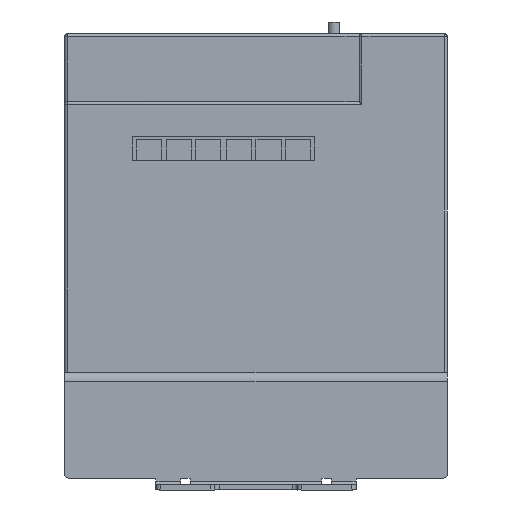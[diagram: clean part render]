
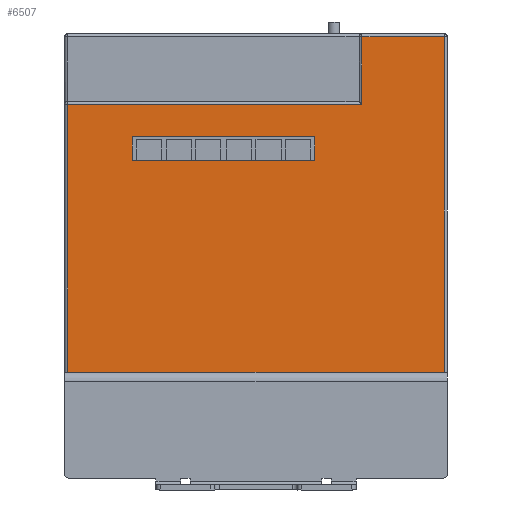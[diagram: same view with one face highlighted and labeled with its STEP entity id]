
A CAD part, front view. The second image highlights one B-rep face of the part: STEP entity #6507.
In plain terms, the highlighted planar face has unit normal (0, -1, 0).
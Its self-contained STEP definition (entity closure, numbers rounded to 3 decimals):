
#26 = VERTEX_POINT ( 'NONE', #3817 ) ;
#336 = CARTESIAN_POINT ( 'NONE',  ( 129., -87.5, 57.5 ) ) ;
#366 = VECTOR ( 'NONE', #10290, 1000. ) ;
#449 = CARTESIAN_POINT ( 'NONE',  ( 101., -87.5, 33.5 ) ) ;
#506 = PLANE ( 'NONE',  #9370 ) ;
#538 = CARTESIAN_POINT ( 'NONE',  ( 130., -87.5, 56.5 ) ) ;
#650 = DIRECTION ( 'NONE',  ( 0., 0., 1. ) ) ;
#666 = VERTEX_POINT ( 'NONE', #8845 ) ;
#670 = VECTOR ( 'NONE', #2742, 1000. ) ;
#677 = VECTOR ( 'NONE', #1556, 1000. ) ;
#781 = ORIENTED_EDGE ( 'NONE', *, *, #8414, .T. ) ;
#1002 = ORIENTED_EDGE ( 'NONE', *, *, #1308, .T. ) ;
#1105 = CARTESIAN_POINT ( 'NONE',  ( 129., -87.5, -57.5 ) ) ;
#1130 = LINE ( 'NONE', #336, #2143 ) ;
#1187 = VERTEX_POINT ( 'NONE', #4181 ) ;
#1249 = FACE_OUTER_BOUND ( 'NONE', #2505, .T. ) ;
#1308 = EDGE_CURVE ( 'NONE', #8423, #26, #1130, .T. ) ;
#1556 = DIRECTION ( 'NONE',  ( 0., 0., -1. ) ) ;
#1848 = VERTEX_POINT ( 'NONE', #9637 ) ;
#1921 = CARTESIAN_POINT ( 'NONE',  ( 130., -87.5, -57.5 ) ) ;
#2143 = VECTOR ( 'NONE', #4292, 1000. ) ;
#2177 = VERTEX_POINT ( 'NONE', #10188 ) ;
#2505 = EDGE_LOOP ( 'NONE', ( #9385, #6525, #8386, #781, #3066, #1002 ) ) ;
#2742 = DIRECTION ( 'NONE',  ( -1., 0., 0. ) ) ;
#2876 = DIRECTION ( 'NONE',  ( -1., 0., 0. ) ) ;
#2878 = VECTOR ( 'NONE', #10000, 1000. ) ;
#3055 = EDGE_CURVE ( 'NONE', #8546, #1187, #9161, .T. ) ;
#3066 = ORIENTED_EDGE ( 'NONE', *, *, #10389, .F. ) ;
#3368 = LINE ( 'NONE', #8011, #7957 ) ;
#3511 = CARTESIAN_POINT ( 'NONE',  ( 1., -87.5, -57.5 ) ) ;
#3817 = CARTESIAN_POINT ( 'NONE',  ( 129., -87.5, 56.5 ) ) ;
#4014 = VECTOR ( 'NONE', #2876, 1000. ) ;
#4181 = CARTESIAN_POINT ( 'NONE',  ( 1., -87.5, 33.5 ) ) ;
#4223 = EDGE_CURVE ( 'NONE', #9776, #8546, #5351, .T. ) ;
#4292 = DIRECTION ( 'NONE',  ( 0., 0., 1. ) ) ;
#4504 = CARTESIAN_POINT ( 'NONE',  ( 23., -87.5, 14.5 ) ) ;
#4532 = VECTOR ( 'NONE', #10357, 1000. ) ;
#4571 = EDGE_LOOP ( 'NONE', ( #8932, #8955, #5884, #9035 ) ) ;
#4634 = CARTESIAN_POINT ( 'NONE',  ( 101., -87.5, 57.5 ) ) ;
#5157 = CARTESIAN_POINT ( 'NONE',  ( 130., -87.5, 33.5 ) ) ;
#5295 = CARTESIAN_POINT ( 'NONE',  ( 23., -87.5, 22.5 ) ) ;
#5351 = LINE ( 'NONE', #4634, #677 ) ;
#5884 = ORIENTED_EDGE ( 'NONE', *, *, #7243, .F. ) ;
#6175 = DIRECTION ( 'NONE',  ( 0., 1., 0. ) ) ;
#6287 = VECTOR ( 'NONE', #9190, 1000. ) ;
#6299 = CARTESIAN_POINT ( 'NONE',  ( 23., -87.5, 22.5 ) ) ;
#6478 = VERTEX_POINT ( 'NONE', #4504 ) ;
#6507 = ADVANCED_FACE ( 'NONE', ( #9492, #1249 ), #506, .F. ) ;
#6525 = ORIENTED_EDGE ( 'NONE', *, *, #4223, .T. ) ;
#6765 = EDGE_CURVE ( 'NONE', #26, #9776, #8100, .T. ) ;
#7072 = LINE ( 'NONE', #7874, #366 ) ;
#7243 = EDGE_CURVE ( 'NONE', #666, #8145, #8357, .T. ) ;
#7874 = CARTESIAN_POINT ( 'NONE',  ( 85., -87.5, 22.5 ) ) ;
#7957 = VECTOR ( 'NONE', #9592, 1000. ) ;
#8011 = CARTESIAN_POINT ( 'NONE',  ( 23., -87.5, 14.5 ) ) ;
#8100 = LINE ( 'NONE', #538, #4532 ) ;
#8118 = CARTESIAN_POINT ( 'NONE',  ( 23., -87.5, 22.5 ) ) ;
#8126 = EDGE_CURVE ( 'NONE', #6478, #2177, #3368, .T. ) ;
#8145 = VERTEX_POINT ( 'NONE', #6299 ) ;
#8205 = LINE ( 'NONE', #3511, #6287 ) ;
#8261 = DIRECTION ( 'NONE',  ( -1., 0., 0. ) ) ;
#8357 = LINE ( 'NONE', #5295, #4014 ) ;
#8386 = ORIENTED_EDGE ( 'NONE', *, *, #3055, .T. ) ;
#8414 = EDGE_CURVE ( 'NONE', #1187, #1848, #8205, .T. ) ;
#8423 = VERTEX_POINT ( 'NONE', #1105 ) ;
#8546 = VERTEX_POINT ( 'NONE', #449 ) ;
#8604 = LINE ( 'NONE', #1921, #9732 ) ;
#8685 = CARTESIAN_POINT ( 'NONE',  ( 101., -87.5, 56.5 ) ) ;
#8731 = LINE ( 'NONE', #8118, #2878 ) ;
#8845 = CARTESIAN_POINT ( 'NONE',  ( 85., -87.5, 22.5 ) ) ;
#8932 = ORIENTED_EDGE ( 'NONE', *, *, #8126, .F. ) ;
#8955 = ORIENTED_EDGE ( 'NONE', *, *, #10055, .F. ) ;
#9035 = ORIENTED_EDGE ( 'NONE', *, *, #9823, .F. ) ;
#9161 = LINE ( 'NONE', #5157, #670 ) ;
#9190 = DIRECTION ( 'NONE',  ( 0., 0., -1. ) ) ;
#9370 = AXIS2_PLACEMENT_3D ( 'NONE', #10303, #6175, #650 ) ;
#9385 = ORIENTED_EDGE ( 'NONE', *, *, #6765, .T. ) ;
#9492 = FACE_BOUND ( 'NONE', #4571, .T. ) ;
#9592 = DIRECTION ( 'NONE',  ( 1., 0., 0. ) ) ;
#9637 = CARTESIAN_POINT ( 'NONE',  ( 1., -87.5, -57.5 ) ) ;
#9732 = VECTOR ( 'NONE', #8261, 1000. ) ;
#9776 = VERTEX_POINT ( 'NONE', #8685 ) ;
#9823 = EDGE_CURVE ( 'NONE', #2177, #666, #7072, .T. ) ;
#10000 = DIRECTION ( 'NONE',  ( 0., 0., -1. ) ) ;
#10055 = EDGE_CURVE ( 'NONE', #8145, #6478, #8731, .T. ) ;
#10188 = CARTESIAN_POINT ( 'NONE',  ( 85., -87.5, 14.5 ) ) ;
#10290 = DIRECTION ( 'NONE',  ( 0., 0., 1. ) ) ;
#10303 = CARTESIAN_POINT ( 'NONE',  ( 130., -87.5, 57.5 ) ) ;
#10357 = DIRECTION ( 'NONE',  ( -1., 0., 0. ) ) ;
#10389 = EDGE_CURVE ( 'NONE', #8423, #1848, #8604, .T. ) ;
